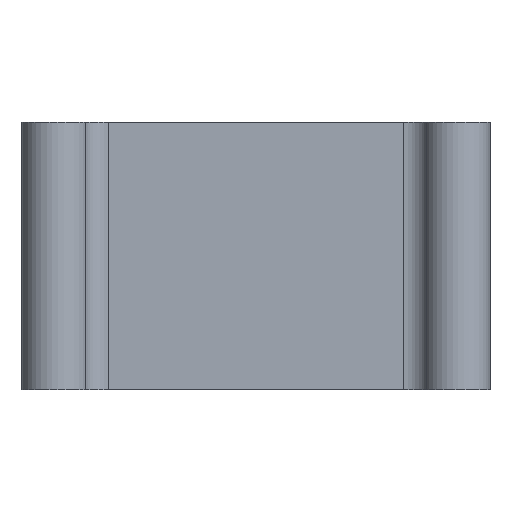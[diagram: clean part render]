
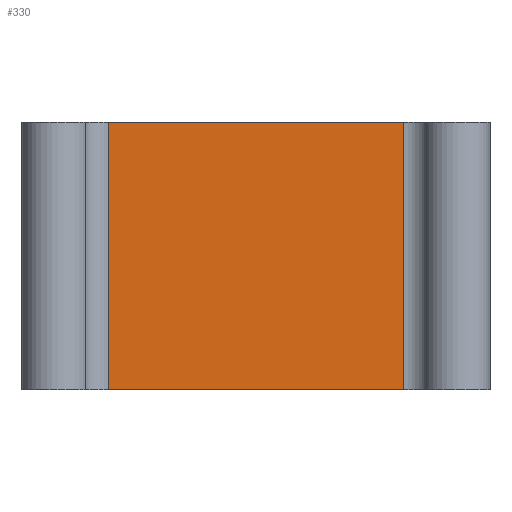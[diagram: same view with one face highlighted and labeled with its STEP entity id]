
A CAD part, front view. The second image highlights one B-rep face of the part: STEP entity #330.
In plain terms, the highlighted planar face has unit normal (0, -1, 0).
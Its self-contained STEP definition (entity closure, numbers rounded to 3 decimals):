
#79 = EDGE_CURVE('',#80,#82,#84,.T.);
#80 = VERTEX_POINT('',#81);
#81 = CARTESIAN_POINT('',(17.675,-52.6,-2.));
#82 = VERTEX_POINT('',#83);
#83 = CARTESIAN_POINT('',(-17.675,-52.6,-2.));
#84 = LINE('',#85,#86);
#85 = CARTESIAN_POINT('',(24.,-52.6,-2.));
#86 = VECTOR('',#87,1.);
#87 = DIRECTION('',(-1.,0.,0.));
#330 = ADVANCED_FACE('',(#331),#356,.T.);
#331 = FACE_BOUND('',#332,.T.);
#332 = EDGE_LOOP('',(#333,#334,#342,#350));
#333 = ORIENTED_EDGE('',*,*,#79,.F.);
#334 = ORIENTED_EDGE('',*,*,#335,.T.);
#335 = EDGE_CURVE('',#80,#336,#338,.T.);
#336 = VERTEX_POINT('',#337);
#337 = CARTESIAN_POINT('',(17.675,-52.6,30.));
#338 = LINE('',#339,#340);
#339 = CARTESIAN_POINT('',(17.675,-52.6,-2.));
#340 = VECTOR('',#341,1.);
#341 = DIRECTION('',(0.,0.,1.));
#342 = ORIENTED_EDGE('',*,*,#343,.T.);
#343 = EDGE_CURVE('',#336,#344,#346,.T.);
#344 = VERTEX_POINT('',#345);
#345 = CARTESIAN_POINT('',(-17.675,-52.6,30.));
#346 = LINE('',#347,#348);
#347 = CARTESIAN_POINT('',(24.,-52.6,30.));
#348 = VECTOR('',#349,1.);
#349 = DIRECTION('',(-1.,0.,0.));
#350 = ORIENTED_EDGE('',*,*,#351,.T.);
#351 = EDGE_CURVE('',#344,#82,#352,.T.);
#352 = LINE('',#353,#354);
#353 = CARTESIAN_POINT('',(-17.675,-52.6,30.));
#354 = VECTOR('',#355,1.);
#355 = DIRECTION('',(-0.,-0.,-1.));
#356 = PLANE('',#357);
#357 = AXIS2_PLACEMENT_3D('',#358,#359,#360);
#358 = CARTESIAN_POINT('',(24.,-52.6,-2.));
#359 = DIRECTION('',(-0.,-1.,-0.));
#360 = DIRECTION('',(-1.,0.,0.));
